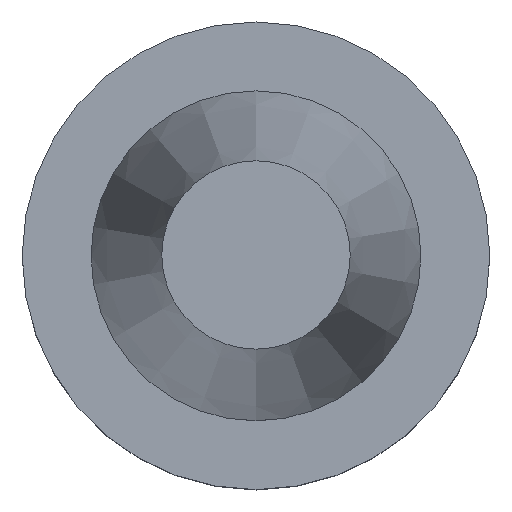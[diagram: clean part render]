
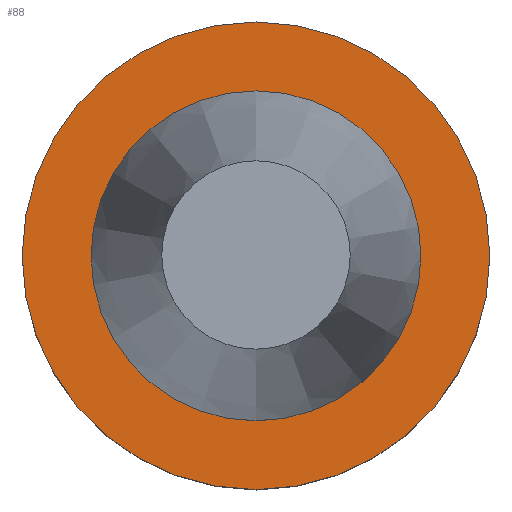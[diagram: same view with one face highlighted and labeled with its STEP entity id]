
A CAD part, top view. The second image highlights one B-rep face of the part: STEP entity #88.
In plain terms, the highlighted planar face has unit normal (0, 0, 1).
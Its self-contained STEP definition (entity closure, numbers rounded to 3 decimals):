
#88=ADVANCED_FACE('Unnamed[1]',(#226,#227),#228,.T.);
#110=EDGE_CURVE('Unnamed[1]',#262,#262,#263,.T.);
#175=EDGE_CURVE('Unnamed[1]',#363,#363,#364,.T.);
#226=FACE_OUTER_BOUND('',#414,.T.);
#227=FACE_BOUND('',#415,.T.);
#228=PLANE('',#416);
#262=VERTEX_POINT('',#459);
#263=CIRCLE('',#460,22.225);
#363=VERTEX_POINT('',#585);
#364=CIRCLE('',#586,31.5);
#414=EDGE_LOOP('',(#628));
#415=EDGE_LOOP('',(#629));
#416=AXIS2_PLACEMENT_3D('',#630,#631,#632);
#459=CARTESIAN_POINT('',(0.,22.225,-1.));
#460=AXIS2_PLACEMENT_3D('',#669,#670,#671);
#585=CARTESIAN_POINT('',(0.,31.5,-1.));
#586=AXIS2_PLACEMENT_3D('',#780,#781,#782);
#628=ORIENTED_EDGE('',*,*,#175,.F.);
#629=ORIENTED_EDGE('',*,*,#110,.T.);
#630=CARTESIAN_POINT('',(0.,26.862,-1.));
#631=DIRECTION('',(0.,0.,1.0));
#632=DIRECTION('',(0.,-1.0,0.));
#669=CARTESIAN_POINT('',(0.,0.,-1.));
#670=DIRECTION('',(0.,0.,-1.0));
#671=DIRECTION('',(0.,1.0,0.));
#780=CARTESIAN_POINT('',(0.,0.,-1.));
#781=DIRECTION('',(0.,0.,-1.0));
#782=DIRECTION('',(0.,1.0,0.));
